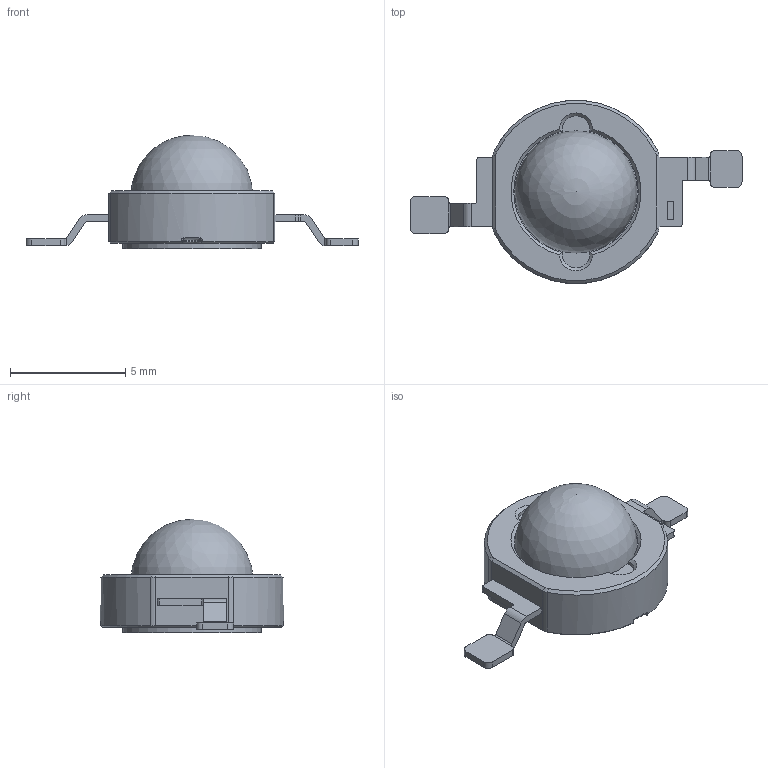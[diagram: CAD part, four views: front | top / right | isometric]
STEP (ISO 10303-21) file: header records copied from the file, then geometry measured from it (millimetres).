
FILE_DESCRIPTION(/* description */ ('CATIA V5 STEP Exchange'),/* implementation_level */ '2;1');
FILE_NAME(/* name */ '1W LED.stp',/* time_stamp */ '2020-08-30T13:51:31-04:00',/* author */ ('Ishaan'),/* organization */ ('none'),/* preprocessor_version */ 'ST-DEVELOPER v18',/* originating_system */ 'Autodesk Inventor 2020',/* authorisation */ 'none');
FILE_SCHEMA (('AUTOMOTIVE_DESIGN { 1 0 10303 214 3 1 1 }'));
Length unit declared in the file: millimetre
Products named in the file (1): Power Led
Bounding box: 14.4 x 7.95 x 4.92 mm (x, y, z)
Volume: 134.5 mm3; surface area: 277.7 mm2
Topology: 2 solids, 2 shells, 127 faces, 312 edges, 191 vertices
Faces by surface type: plane 50, cylinder 43, cone 24, torus 4, bspline 4, sphere 2
Full cylindrical faces by diameter (mm): 3.8 x1, 4 x1, 6 x1
Entity records: 4160 total; most frequent: CARTESIAN_POINT 955, DIRECTION 653, ORIENTED_EDGE 612, EDGE_CURVE 306, AXIS2_PLACEMENT_3D 243, VERTEX_POINT 191, LINE 167, VECTOR 167
